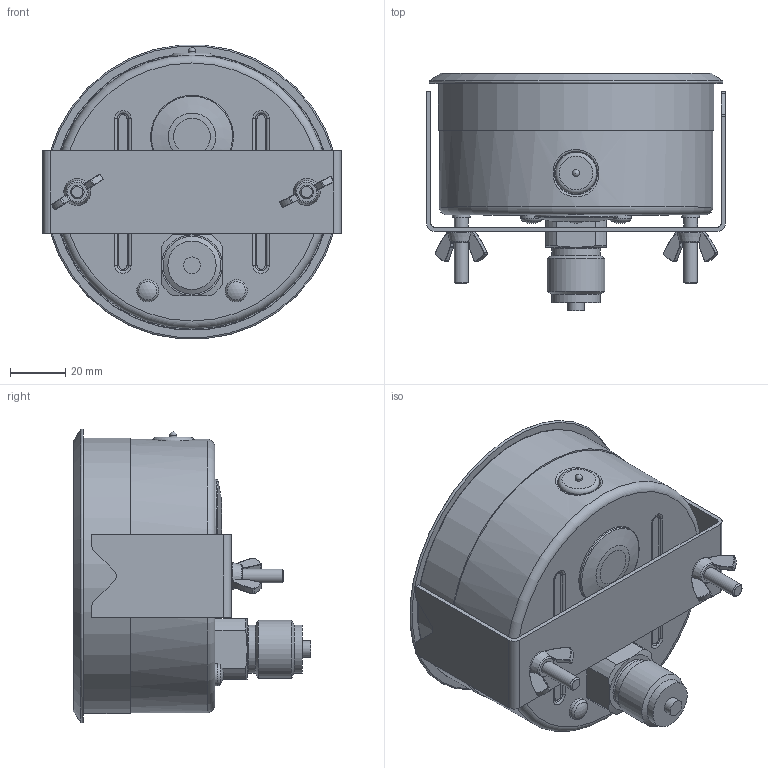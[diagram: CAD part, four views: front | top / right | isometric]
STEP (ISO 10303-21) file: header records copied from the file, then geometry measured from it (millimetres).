
FILE_DESCRIPTION(/* description */ (''),/* implementation_level */ '2;1');
FILE_NAME(/* name */ 'RF100I_D451_853XX451.stp',/* time_stamp */ '2018-01-16T13:02:03+01:00',/* author */ ('acgl'),/* organization */ (''),/* preprocessor_version */ 'ST-DEVELOPER v15.6',/* originating_system */ 'Autodesk Inventor 2015',/* authorisation */ '');
FILE_SCHEMA (('AUTOMOTIVE_DESIGN { 1 0 10303 214 3 1 1 }'));
Length unit declared in the file: centimetre
Products named in the file (1): RF100I_D451_853XX451
Bounding box: 108 x 85.9 x 106.28 mm (x, y, z)
Volume: 393437.9 mm3; surface area: 49801.9 mm2
Topology: 1 solids, 1 shells, 265 faces, 621 edges, 379 vertices
Faces by surface type: cylinder 95, torus 86, plane 54, cone 19, bspline 7, sphere 4
Full cylindrical faces by diameter (mm): 2.5 x1, 5 x4, 6 x1, 6.5 x2, 15 x1, 17.5 x2, 20.96 x1, 30 x1, 99 x1, 100 x1
Entity records: 8302 total; most frequent: CARTESIAN_POINT 1969, DIRECTION 1356, ORIENTED_EDGE 1154, AXIS2_PLACEMENT_3D 593, EDGE_CURVE 577, VERTEX_POINT 372, CIRCLE 334, EDGE_LOOP 325
